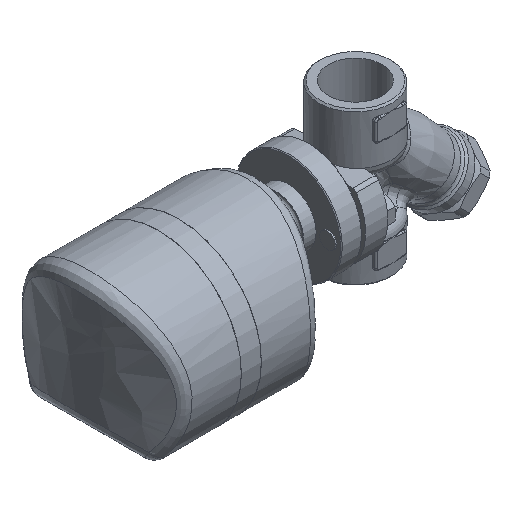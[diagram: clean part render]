
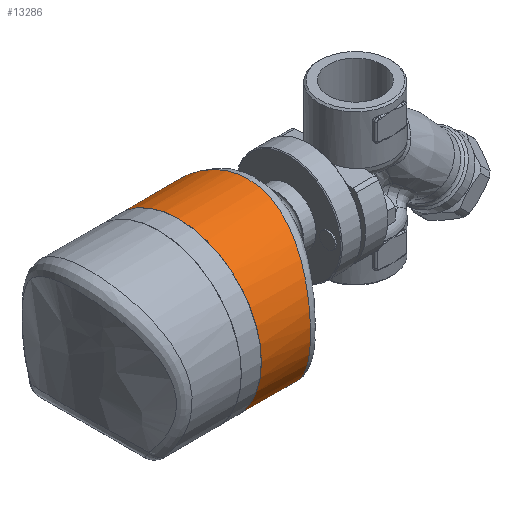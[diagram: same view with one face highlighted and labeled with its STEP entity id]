
A CAD part, isometric view. The second image highlights one B-rep face of the part: STEP entity #13286.
In plain terms, the highlighted cylindrical face has radius 52 mm (diameter 104 mm), a full revolution.
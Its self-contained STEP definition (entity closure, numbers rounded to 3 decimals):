
#12858=CARTESIAN_POINT('',(0.0,0.0,52.0));
#12859=VERTEX_POINT('',#12858);
#12860=CARTESIAN_POINT('',(0.,0.0,0.));
#12861=DIRECTION('',(-1.0,0.0,0.0));
#12862=DIRECTION('',(0.0,0.0,1.0));
#12863=AXIS2_PLACEMENT_3D('',#12860,#12861,#12862);
#12864=CIRCLE('',#12863,52.0);
#12865=EDGE_CURVE('',#12859,#12859,#12864,.T.);
#13184=CARTESIAN_POINT('',(25.5,0.0,0.));
#13185=DIRECTION('',(-1.0,0.0,0.));
#13186=DIRECTION('',(0.0,0.0,1.0));
#13187=AXIS2_PLACEMENT_3D('',#13184,#13185,#13186);
#13188=CYLINDRICAL_SURFACE('',#13187,52.0);
#13189=CARTESIAN_POINT('',(36.446,-39.495,-33.826));
#13190=VERTEX_POINT('',#13189);
#13191=CARTESIAN_POINT('',(36.446,39.495,-33.826));
#13192=VERTEX_POINT('',#13191);
#13193=CARTESIAN_POINT('',(65.393,0.0,0.));
#13194=DIRECTION('',(0.76,0.,-0.65));
#13195=DIRECTION('',(-0.65,0.0,-0.76));
#13196=AXIS2_PLACEMENT_3D('',#13193,#13194,#13195);
#13197=ELLIPSE('',#13196,68.442,52.0);
#13198=EDGE_CURVE('',#13190,#13192,#13197,.T.);
#13199=ORIENTED_EDGE('',*,*,#13198,.F.);
#13200=CARTESIAN_POINT('',(30.833,52.,-0.019));
#13201=VERTEX_POINT('',#13200);
#13202=CARTESIAN_POINT('',(30.833,52.,-0.019));
#13203=CARTESIAN_POINT('',(30.833,52.,0.892));
#13204=CARTESIAN_POINT('',(30.85,51.969,2.105));
#13205=CARTESIAN_POINT('',(30.928,51.821,4.526));
#13206=CARTESIAN_POINT('',(31.143,51.412,8.426));
#13207=CARTESIAN_POINT('',(31.665,50.407,13.166));
#13208=CARTESIAN_POINT('',(32.401,48.926,17.736));
#13209=CARTESIAN_POINT('',(32.988,47.704,20.774));
#13210=CARTESIAN_POINT('',(33.455,46.696,22.904));
#13211=CARTESIAN_POINT('',(33.944,45.617,24.998));
#13212=CARTESIAN_POINT('',(34.953,43.33,29.009));
#13213=CARTESIAN_POINT('',(36.381,39.787,33.737));
#13214=CARTESIAN_POINT('',(37.666,36.085,37.49));
#13215=CARTESIAN_POINT('',(38.223,34.351,39.045));
#13216=CARTESIAN_POINT('',(38.592,33.17,40.057));
#13217=CARTESIAN_POINT('',(39.185,31.198,41.653));
#13218=CARTESIAN_POINT('',(39.843,28.785,43.349));
#13219=CARTESIAN_POINT('',(40.338,26.768,44.587));
#13220=CARTESIAN_POINT('',(40.579,25.744,45.183));
#13221=CARTESIAN_POINT('',(40.775,24.882,45.666));
#13222=CARTESIAN_POINT('',(41.08,23.484,46.407));
#13223=CARTESIAN_POINT('',(41.586,20.99,47.621));
#13224=CARTESIAN_POINT('',(42.094,18.053,48.811));
#13225=CARTESIAN_POINT('',(42.472,15.389,49.682));
#13226=CARTESIAN_POINT('',(42.667,13.845,50.128));
#13227=CARTESIAN_POINT('',(42.848,12.288,50.538));
#13228=CARTESIAN_POINT('',(43.125,9.534,51.163));
#13229=CARTESIAN_POINT('',(43.346,6.334,51.657));
#13230=CARTESIAN_POINT('',(43.466,3.123,51.925));
#13231=CARTESIAN_POINT('',(43.52,-0.107,52.044));
#13232=CARTESIAN_POINT('',(43.459,-4.165,51.909));
#13233=CARTESIAN_POINT('',(43.229,-8.173,51.398));
#13234=CARTESIAN_POINT('',(42.951,-11.321,50.772));
#13235=CARTESIAN_POINT('',(42.61,-14.444,49.999));
#13236=CARTESIAN_POINT('',(42.072,-18.271,48.764));
#13237=CARTESIAN_POINT('',(41.269,-22.686,46.872));
#13238=CARTESIAN_POINT('',(40.495,-26.164,44.986));
#13239=CARTESIAN_POINT('',(39.83,-28.807,43.313));
#13240=CARTESIAN_POINT('',(39.134,-31.378,41.518));
#13241=CARTESIAN_POINT('',(38.217,-34.435,39.059));
#13242=CARTESIAN_POINT('',(37.076,-37.819,35.793));
#13243=CARTESIAN_POINT('',(35.931,-40.886,32.242));
#13244=CARTESIAN_POINT('',(35.011,-43.153,29.087));
#13245=CARTESIAN_POINT('',(33.947,-45.635,25.09));
#13246=CARTESIAN_POINT('',(32.963,-47.773,20.829));
#13247=CARTESIAN_POINT('',(32.16,-49.415,16.328));
#13248=CARTESIAN_POINT('',(31.715,-50.3,13.258));
#13249=CARTESIAN_POINT('',(31.335,-51.043,10.153));
#13250=CARTESIAN_POINT('',(30.988,-51.709,6.173));
#13251=CARTESIAN_POINT('',(30.802,-52.058,1.326));
#13252=CARTESIAN_POINT('',(30.856,-51.957,-3.509));
#13253=CARTESIAN_POINT('',(31.123,-51.451,-7.927));
#13254=CARTESIAN_POINT('',(31.529,-50.667,-11.881));
#13255=CARTESIAN_POINT('',(32.006,-49.725,-15.351));
#13256=CARTESIAN_POINT('',(32.581,-48.556,-18.723));
#13257=CARTESIAN_POINT('',(33.467,-46.691,-23.106));
#13258=CARTESIAN_POINT('',(34.497,-44.391,-27.261));
#13259=CARTESIAN_POINT('',(35.462,-42.044,-30.639));
#13260=CARTESIAN_POINT('',(36.023,-40.615,-32.488));
#13261=CARTESIAN_POINT('',(36.305,-39.873,-33.383));
#13262=CARTESIAN_POINT('',(36.446,-39.495,-33.826));
#13263=B_SPLINE_CURVE_WITH_KNOTS('',3,(#13202,#13203,#13204,#13205,#13206,#13207,#13208,#13209,#13210,#13211,#13212,#13213,#13214,#13215,#13216,#13217,#13218,#13219,#13220,#13221,#13222,#13223,#13224,#13225,#13226,#13227,#13228,#13229,#13230,#13231,#13232,#13233,#13234,#13235,#13236,#13237,#13238,#13239,#13240,#13241,#13242,#13243,#13244,#13245,#13246,#13247,#13248,#13249,#13250,#13251,#13252,#13253,#13254,#13255,#13256,#13257,#13258,#13259,#13260,#13261,#13262),.UNSPECIFIED.,.F.,.U.,(4,1,1,1,1,1,1,1,1,1,1,1,1,1,1,1,1,1,1,1,1,1,1,1,1,1,1,1,1,1,1,1,1,1,1,1,1,1,1,1,1,1,1,1,1,1,1,1,1,1,1,1,1,1,1,1,1,1,4),(-42.553,-42.32,-42.242,-41.932,-41.311,-41.001,-40.69,-40.458,-40.38,-40.07,-39.242,-38.828,-38.673,-38.621,-38.414,-38.,-37.845,-37.794,-37.69,-37.587,-37.38,-36.966,-36.759,-36.655,-36.552,-36.345,-35.931,-35.724,-35.517,-35.104,-34.69,-34.483,-34.276,-33.862,-33.448,-33.034,-32.827,-32.62,-32.207,-31.793,-31.379,-30.965,-30.758,-30.137,-29.724,-29.517,-29.31,-28.896,-28.482,-28.068,-27.654,-27.344,-27.034,-26.723,-26.413,-25.792,-25.482,-25.326,-25.171),.UNSPECIFIED.);
#13264=EDGE_CURVE('',#13201,#13190,#13263,.T.);
#13265=ORIENTED_EDGE('',*,*,#13264,.F.);
#13266=CARTESIAN_POINT('',(36.446,39.495,-33.826));
#13267=CARTESIAN_POINT('',(35.613,41.726,-31.221));
#13268=CARTESIAN_POINT('',(34.577,44.214,-27.658));
#13269=CARTESIAN_POINT('',(33.482,46.64,-23.044));
#13270=CARTESIAN_POINT('',(32.971,47.736,-20.677));
#13271=CARTESIAN_POINT('',(32.503,48.714,-18.255));
#13272=CARTESIAN_POINT('',(31.937,49.864,-14.934));
#13273=CARTESIAN_POINT('',(31.363,50.993,-10.641));
#13274=CARTESIAN_POINT('',(31.004,51.678,-6.241));
#13275=CARTESIAN_POINT('',(30.858,51.953,-2.698));
#13276=CARTESIAN_POINT('',(30.833,52.,-0.912));
#13277=CARTESIAN_POINT('',(30.833,52.,-0.019));
#13278=B_SPLINE_CURVE_WITH_KNOTS('',3,(#13266,#13267,#13268,#13269,#13270,#13271,#13272,#13273,#13274,#13275,#13276,#13277),.UNSPECIFIED.,.F.,.U.,(4,1,1,1,1,1,1,1,1,4),(-17.381,-16.467,-16.239,-16.011,-15.782,-15.554,-15.097,-14.641,-14.413,-14.184),.UNSPECIFIED.);
#13279=EDGE_CURVE('',#13192,#13201,#13278,.T.);
#13280=ORIENTED_EDGE('',*,*,#13279,.F.);
#13281=EDGE_LOOP('',(#13199,#13265,#13280));
#13282=FACE_OUTER_BOUND('',#13281,.T.);
#13283=ORIENTED_EDGE('',*,*,#12865,.F.);
#13284=EDGE_LOOP('',(#13283));
#13285=FACE_BOUND('',#13284,.T.);
#13286=ADVANCED_FACE('',(#13282,#13285),#13188,.T.);
